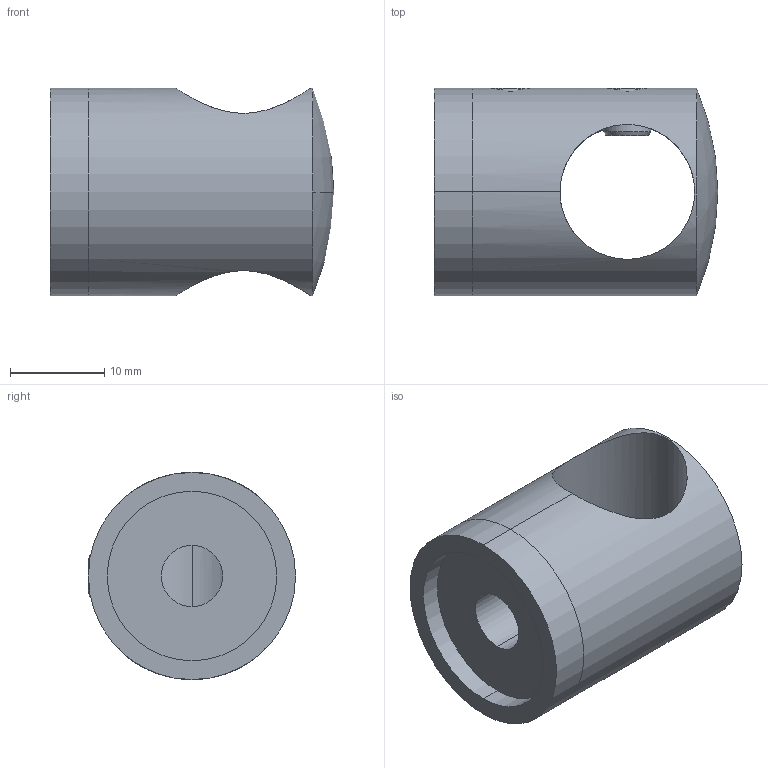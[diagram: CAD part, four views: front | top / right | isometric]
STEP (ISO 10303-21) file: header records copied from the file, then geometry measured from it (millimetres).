
FILE_DESCRIPTION (( 'STEP AP203' ), '1' );
FILE_NAME ('A_0835-000.STEP', '2022-12-20T14:07:21', ( '' ), ( '' ), 'SwSTEP 2.0', 'SolidWorks 2019', '' );
FILE_SCHEMA (( 'CONFIG_CONTROL_DESIGN' ));
Length unit declared in the file: millimetre
Products named in the file (5): A_0835-000; A_0835-000.P2; A_0835-000.P1; Skrutka DIN 913_SKRUTKA M 5X 5; DIN 914_SKRUTKA M 5X 5
Assembly tree (4 placements, depth 2):
  A_0835-000
    A_0835-000.P1
    A_0835-000.P2
    DIN 914_SKRUTKA M 5X 5
    Skrutka DIN 913_SKRUTKA M 5X 5
Bounding box: 30.1 x 22 x 22 mm (x, y, z)
Volume: 6472.3 mm3; surface area: 4971.9 mm2
Topology: 4 solids, 4 shells, 65 faces, 145 edges, 89 vertices
Faces by surface type: cylinder 24, plane 23, cone 16, sphere 2
Entity records: 2802 total; most frequent: CARTESIAN_POINT 806, DIRECTION 327, ORIENTED_EDGE 290, EDGE_CURVE 145, AXIS2_PLACEMENT_3D 124, VERTEX_POINT 89, LINE 79, VECTOR 79
